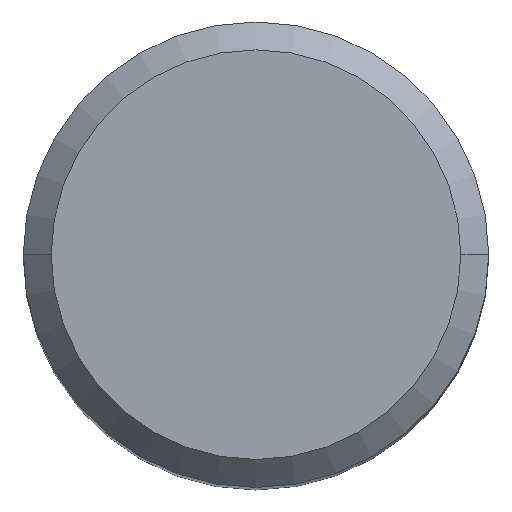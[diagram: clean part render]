
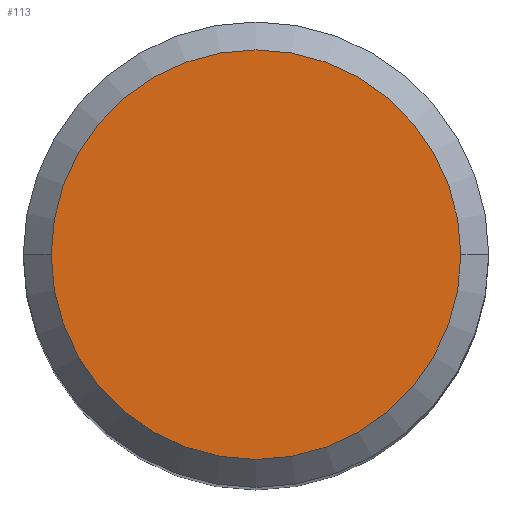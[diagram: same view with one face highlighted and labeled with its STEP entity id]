
A CAD part, top view. The second image highlights one B-rep face of the part: STEP entity #113.
In plain terms, the highlighted planar face has unit normal (0, 0, 1).
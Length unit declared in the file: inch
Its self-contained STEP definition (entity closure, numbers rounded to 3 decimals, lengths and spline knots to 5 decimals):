
#13 = AXIS2_PLACEMENT_3D ( 'NONE', #239, #278, #425 ) ;
#19 = EDGE_LOOP ( 'NONE', ( #419, #158 ) ) ;
#31 = FACE_OUTER_BOUND ( 'NONE', #19, .T. ) ;
#59 = AXIS2_PLACEMENT_3D ( 'NONE', #461, #457, #421 ) ;
#68 = PLANE ( 'NONE',  #59 ) ;
#113 = ADVANCED_FACE ( 'NONE', ( #31 ), #68, .F. ) ;
#117 = CIRCLE ( 'NONE', #13, 0.11 ) ;
#149 = EDGE_CURVE ( 'NONE', #378, #167, #117, .T. ) ;
#158 = ORIENTED_EDGE ( 'NONE', *, *, #426, .T. ) ;
#167 = VERTEX_POINT ( 'NONE', #279 ) ;
#192 = DIRECTION ( 'NONE',  ( 0., 0., 1. ) ) ;
#200 = CIRCLE ( 'NONE', #459, 0.11 ) ;
#219 = CARTESIAN_POINT ( 'NONE',  ( -0.11, 0., 0. ) ) ;
#232 = DIRECTION ( 'NONE',  ( 1., 0., 0. ) ) ;
#239 = CARTESIAN_POINT ( 'NONE',  ( 0., 0., 0. ) ) ;
#264 = CARTESIAN_POINT ( 'NONE',  ( 0., 0., 0. ) ) ;
#278 = DIRECTION ( 'NONE',  ( 0., 0., 1. ) ) ;
#279 = CARTESIAN_POINT ( 'NONE',  ( 0.11, 0., 0. ) ) ;
#378 = VERTEX_POINT ( 'NONE', #219 ) ;
#419 = ORIENTED_EDGE ( 'NONE', *, *, #149, .T. ) ;
#421 = DIRECTION ( 'NONE',  ( -1., 0., 0. ) ) ;
#425 = DIRECTION ( 'NONE',  ( 1., 0., 0. ) ) ;
#426 = EDGE_CURVE ( 'NONE', #167, #378, #200, .T. ) ;
#457 = DIRECTION ( 'NONE',  ( 0., 0., -1. ) ) ;
#459 = AXIS2_PLACEMENT_3D ( 'NONE', #264, #192, #232 ) ;
#461 = CARTESIAN_POINT ( 'NONE',  ( 0., 0.11, 0. ) ) ;
